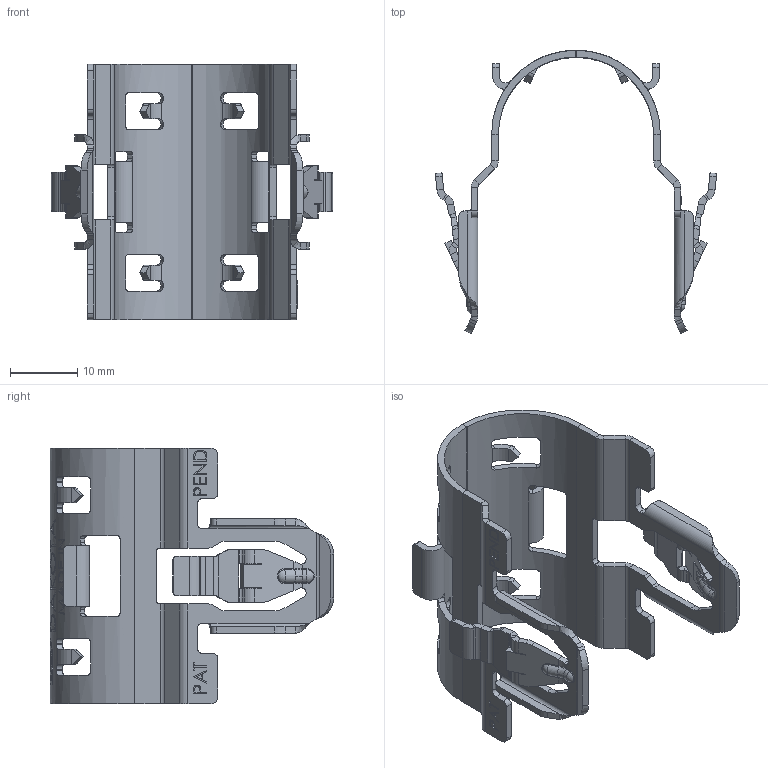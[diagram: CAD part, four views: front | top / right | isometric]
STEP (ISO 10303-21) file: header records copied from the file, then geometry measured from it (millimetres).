
FILE_DESCRIPTION (( 'STEP AP203' ), '1' );
FILE_NAME ('CC-34EMT.STEP', '2022-06-13T18:04:23', ( '' ), ( '' ), 'SwSTEP 2.0', 'SolidWorks 2021', '' );
FILE_SCHEMA (( 'CONFIG_CONTROL_DESIGN' ));
Length unit declared in the file: millimetre
Products named in the file (1): CC-34EMT
Bounding box: 41.81 x 42.09 x 38 mm (x, y, z)
Volume: 2664.6 mm3; surface area: 6196.5 mm2
Topology: 1 solids, 1 shells, 1328 faces, 3499 edges, 2228 vertices
Faces by surface type: plane 676, bspline 343, cylinder 276, torus 25, sphere 8
Entity records: 51772 total; most frequent: CARTESIAN_POINT 21896, ORIENTED_EDGE 6998, DIRECTION 4842, EDGE_CURVE 3499, VERTEX_POINT 2228, LINE 1708, VECTOR 1708, AXIS2_PLACEMENT_3D 1567
